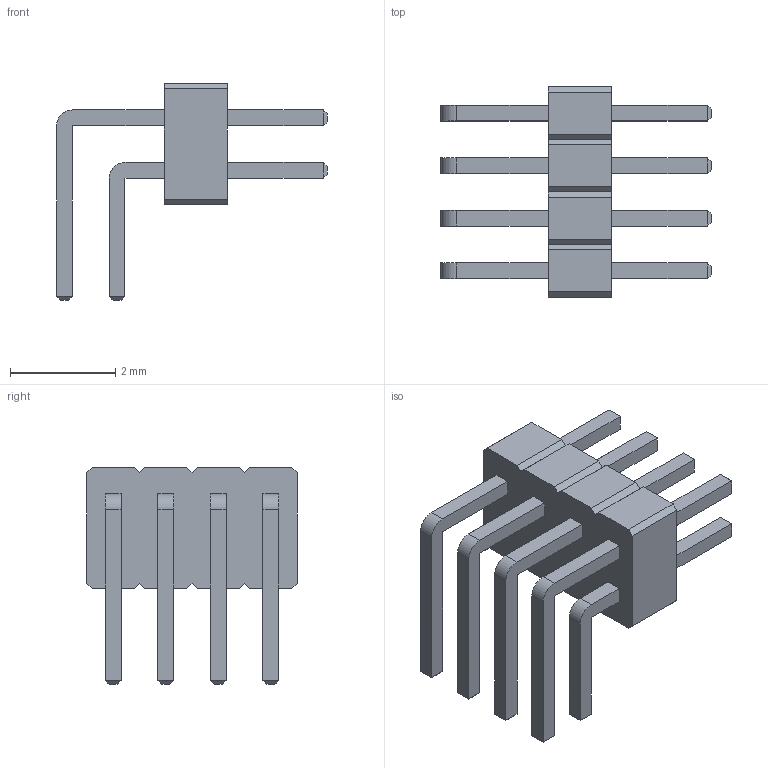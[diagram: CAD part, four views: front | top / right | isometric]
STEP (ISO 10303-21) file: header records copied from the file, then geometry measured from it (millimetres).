
FILE_DESCRIPTION(/* description */ ('model of PinHeader_2x04_P1.00mm_Horizontal'),/* implementation_level */ '2;1');
FILE_NAME(/* name */ 'PinHeader_2x04_P1.00mm_Horizontal.step',/* time_stamp */ '2017-12-02T03:59:24',/* author */ ('kicad StepUp','ksu'),/* organization */ ('FreeCAD'),/* preprocessor_version */ 'OCC',/* originating_system */ 'kicad StepUp',/* authorisation */ '');
FILE_SCHEMA(('AUTOMOTIVE_DESIGN_CC2 { 1 2 10303 214 -1 1 5 4 }'));
Length unit declared in the file: millimetre
Products named in the file (1): PinHeader_2x04_P100mm_Horizontal
Bounding box: 5.15 x 4 x 4.12 mm (x, y, z)
Volume: 15.4 mm3; surface area: 92.3 mm2
Topology: 1 solids, 1 shells, 196 faces, 470 edges, 292 vertices
Faces by surface type: plane 188, cylinder 8
Entity records: 6883 total; most frequent: CARTESIAN_POINT 959, ORIENTED_EDGE 940, DIRECTION 880, EDGE_CURVE 470, LINE 454, VECTOR 454, VERTEX_POINT 292, AXIS2_PLACEMENT_3D 213
